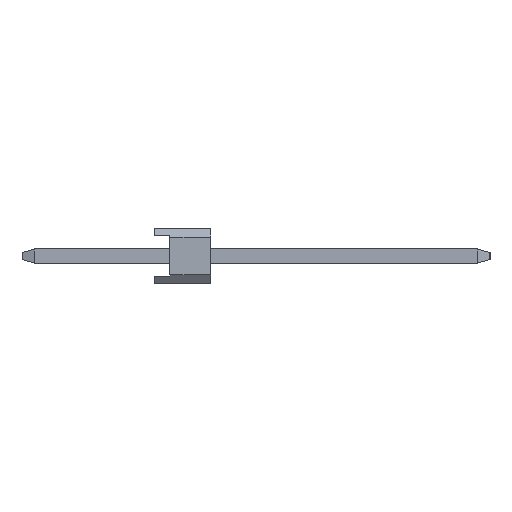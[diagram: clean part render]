
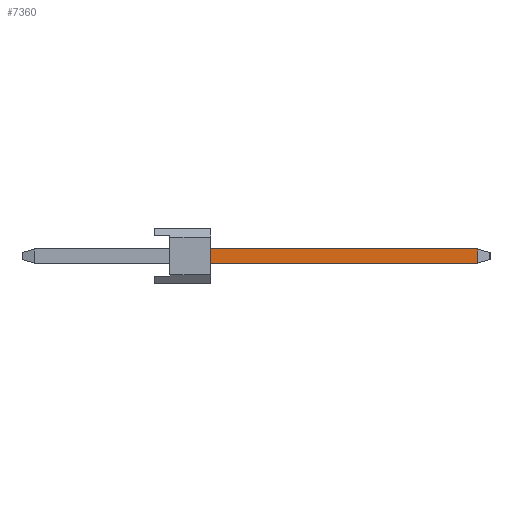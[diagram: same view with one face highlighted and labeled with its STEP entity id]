
A CAD part, left-side view. The second image highlights one B-rep face of the part: STEP entity #7360.
In plain terms, the highlighted planar face has unit normal (-1, 0, 0).
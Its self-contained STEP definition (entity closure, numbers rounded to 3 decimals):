
#6290=EDGE_CURVE('',#12500,#10190,#18330,.T.);
#7360=ADVANCED_FACE('',(#19513),#19514,.T.);
#8744=EDGE_CURVE('',#13788,#9172,#21052,.T.);
#9172=VERTEX_POINT('',#21521);
#9972=EDGE_CURVE('',#10190,#13788,#22395,.T.);
#10190=VERTEX_POINT('',#22633);
#12500=VERTEX_POINT('',#25216);
#13788=VERTEX_POINT('',#26655);
#17476=EDGE_CURVE('',#9172,#12500,#30692,.T.);
#18330=LINE('',#31704,#31705);
#19513=FACE_OUTER_BOUND('',#33436,.T.);
#19514=PLANE('',#33437);
#21052=LINE('',#35592,#35593);
#21521=CARTESIAN_POINT('',(-48.58,-14.594,-0.32));
#22395=LINE('',#37545,#37546);
#22633=CARTESIAN_POINT('',(-48.58,-2.54,0.32));
#25216=CARTESIAN_POINT('',(-48.58,-2.54,-0.32));
#26655=CARTESIAN_POINT('',(-48.58,-14.594,0.32));
#30692=LINE('',#49568,#49569);
#31704=CARTESIAN_POINT('',(-48.58,-2.54,0.252));
#31705=VECTOR('',#50749,1.0);
#33436=EDGE_LOOP('',(#51965,#51966,#51967,#51968));
#33437=AXIS2_PLACEMENT_3D('',#51969,#51970,#51971);
#35592=CARTESIAN_POINT('',(-48.58,-14.594,0.5));
#35593=VECTOR('',#53544,1.0);
#37545=CARTESIAN_POINT('',(-48.58,-4.59,0.32));
#37546=VECTOR('',#54817,1.0);
#49568=CARTESIAN_POINT('',(-48.58,5.414,-0.32));
#49569=VECTOR('',#63504,1.0);
#50749=DIRECTION('',(0.,0.,1.0));
#51965=ORIENTED_EDGE('',*,*,#6290,.F.);
#51966=ORIENTED_EDGE('',*,*,#17476,.F.);
#51967=ORIENTED_EDGE('',*,*,#8744,.F.);
#51968=ORIENTED_EDGE('',*,*,#9972,.F.);
#51969=CARTESIAN_POINT('',(-48.58,5.414,0.5));
#51970=DIRECTION('',(-1.0,0.,0.));
#51971=DIRECTION('',(0.,1.0,0.));
#53544=DIRECTION('',(0.0,0.,-1.0));
#54817=DIRECTION('',(0.,-1.0,0.));
#63504=DIRECTION('',(0.,1.0,0.));
